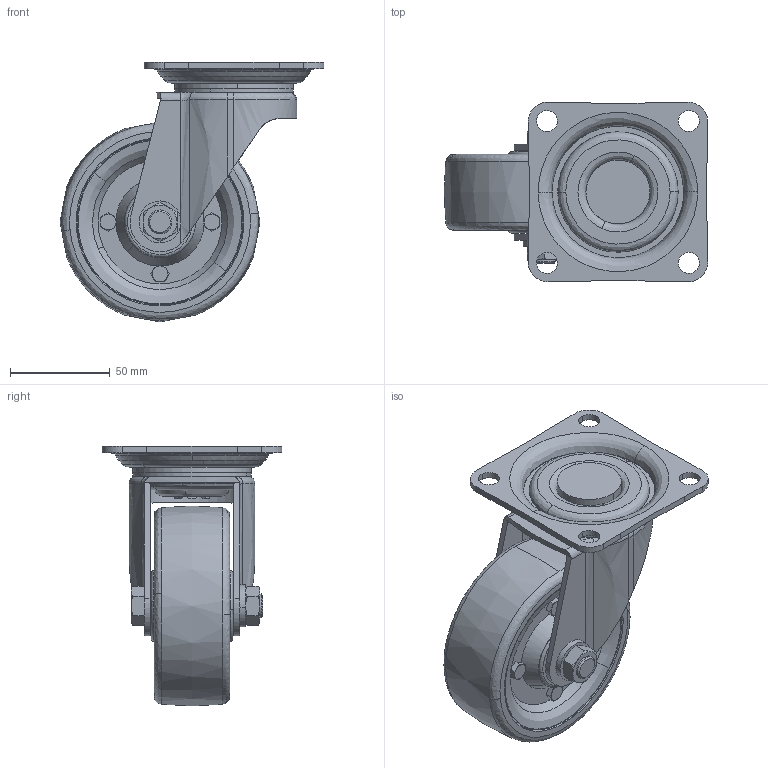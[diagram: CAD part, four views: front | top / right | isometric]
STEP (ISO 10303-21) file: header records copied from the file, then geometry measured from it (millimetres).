
FILE_DESCRIPTION((''),'2;1');
FILE_NAME('','2009-03-19T14:29:10',(''),(''),'','CADfix','');
FILE_SCHEMA(('AUTOMOTIVE_DESIGN { 1 0 10303 214 1 1 1 1 }'));
Length unit declared in the file: millimetre
Bounding box: 132 x 90 x 130 mm (x, y, z)
Volume: 356119.9 mm3; surface area: 81520.4 mm2
Topology: 5 solids, 5 shells, 348 faces, 1003 edges, 686 vertices
Faces by surface type: bspline 348
Entity records: 14504 total; most frequent: CARTESIAN_POINT 8978, ORIENTED_EDGE 2006, EDGE_CURVE 1003, VERTEX_POINT 686, EDGE_LOOP 387, FACE_OUTER_BOUND 348, ADVANCED_FACE 348, QUASI_UNIFORM_CURVE 271
